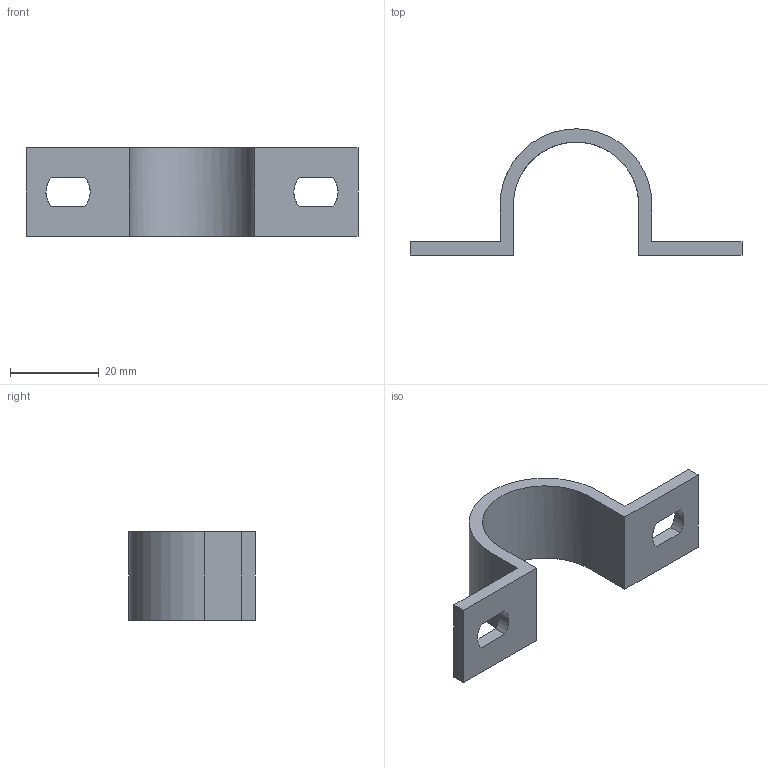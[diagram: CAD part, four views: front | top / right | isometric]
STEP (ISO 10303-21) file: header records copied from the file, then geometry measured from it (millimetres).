
FILE_DESCRIPTION(/* description */ (''),/* implementation_level */ '2;1');
FILE_NAME(/* name */ '1015214',/* time_stamp */ '2014-10-07T10:28:21+02:00',/* author */ (''),/* organization */ (''),/* preprocessor_version */ 'ST-DEVELOPER v15',/* originating_system */ '',/* authorisation */ '');
FILE_SCHEMA (('AUTOMOTIVE_DESIGN'));
Length unit declared in the file: millimetre
Products named in the file (1): Document
Bounding box: 75 x 28.5 x 20 mm (x, y, z)
Volume: 6419.7 mm3; surface area: 5234.5 mm2
Topology: 1 solids, 1 shells, 26 faces, 72 edges, 48 vertices
Faces by surface type: plane 16, bspline 10
Entity records: 901 total; most frequent: CARTESIAN_POINT 426, ORIENTED_EDGE 144, EDGE_CURVE 72, B_SPLINE_CURVE_WITH_KNOTS 52, VERTEX_POINT 48, EDGE_LOOP 30, ADVANCED_FACE 26, FACE_OUTER_BOUND 26
